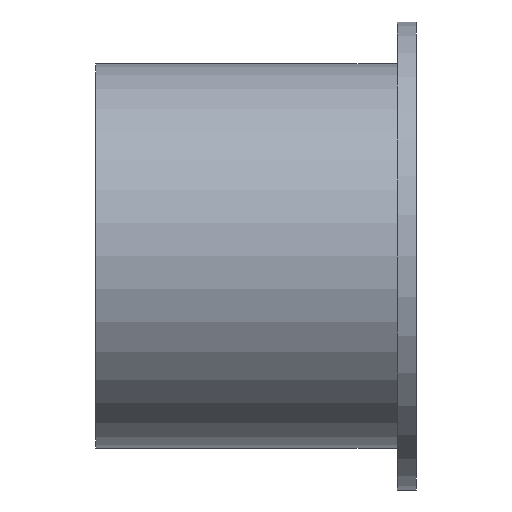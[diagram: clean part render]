
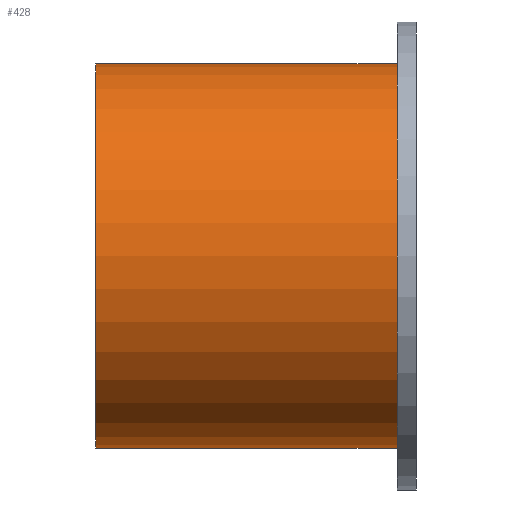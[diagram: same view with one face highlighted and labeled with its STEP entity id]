
A CAD part, left-side view. The second image highlights one B-rep face of the part: STEP entity #428.
In plain terms, the highlighted cylindrical face has radius 150 mm (diameter 300 mm), a partial arc.
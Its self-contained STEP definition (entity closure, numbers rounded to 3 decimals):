
#19 = EDGE_CURVE ( 'NONE', #871, #314, #561, .T. ) ;
#32 = CARTESIAN_POINT ( 'NONE',  ( 0., 250., 0. ) ) ;
#37 = DIRECTION ( 'NONE',  ( 0., -1., 0. ) ) ;
#46 = DIRECTION ( 'NONE',  ( 0., -1., 0. ) ) ;
#48 = CARTESIAN_POINT ( 'NONE',  ( 0., 250., 150. ) ) ;
#92 = VERTEX_POINT ( 'NONE', #818 ) ;
#96 = CARTESIAN_POINT ( 'NONE',  ( 0., 15., -150. ) ) ;
#97 = ORIENTED_EDGE ( 'NONE', *, *, #19, .T. ) ;
#102 = DIRECTION ( 'NONE',  ( 0., 0., -1. ) ) ;
#132 = DIRECTION ( 'NONE',  ( 0., -1., 0. ) ) ;
#153 = CIRCLE ( 'NONE', #416, 150. ) ;
#191 = LINE ( 'NONE', #464, #566 ) ;
#197 = ORIENTED_EDGE ( 'NONE', *, *, #433, .T. ) ;
#246 = DIRECTION ( 'NONE',  ( 0., 0., -1. ) ) ;
#259 = DIRECTION ( 'NONE',  ( 0., 0., -1. ) ) ;
#314 = VERTEX_POINT ( 'NONE', #96 ) ;
#342 = AXIS2_PLACEMENT_3D ( 'NONE', #32, #46, #246 ) ;
#364 = VECTOR ( 'NONE', #132, 1000. ) ;
#411 = CARTESIAN_POINT ( 'NONE',  ( 0., 0., -150. ) ) ;
#416 = AXIS2_PLACEMENT_3D ( 'NONE', #663, #595, #259 ) ;
#428 = ADVANCED_FACE ( 'NONE', ( #454 ), #780, .T. ) ;
#433 = EDGE_CURVE ( 'NONE', #584, #871, #575, .T. ) ;
#447 = ORIENTED_EDGE ( 'NONE', *, *, #460, .F. ) ;
#454 = FACE_OUTER_BOUND ( 'NONE', #798, .T. ) ;
#459 = CARTESIAN_POINT ( 'NONE',  ( 0., 250., -150. ) ) ;
#460 = EDGE_CURVE ( 'NONE', #584, #92, #191, .T. ) ;
#464 = CARTESIAN_POINT ( 'NONE',  ( 0., 0., 150. ) ) ;
#522 = DIRECTION ( 'NONE',  ( 0., -1., 0. ) ) ;
#526 = CARTESIAN_POINT ( 'NONE',  ( 0., 0., 0. ) ) ;
#555 = EDGE_CURVE ( 'NONE', #92, #314, #153, .T. ) ;
#561 = LINE ( 'NONE', #411, #364 ) ;
#566 = VECTOR ( 'NONE', #37, 1000. ) ;
#575 = CIRCLE ( 'NONE', #342, 150. ) ;
#578 = ORIENTED_EDGE ( 'NONE', *, *, #555, .F. ) ;
#584 = VERTEX_POINT ( 'NONE', #48 ) ;
#595 = DIRECTION ( 'NONE',  ( 0., -1., 0. ) ) ;
#663 = CARTESIAN_POINT ( 'NONE',  ( 0., 15., 0. ) ) ;
#780 = CYLINDRICAL_SURFACE ( 'NONE', #880, 150. ) ;
#798 = EDGE_LOOP ( 'NONE', ( #447, #197, #97, #578 ) ) ;
#818 = CARTESIAN_POINT ( 'NONE',  ( 0., 15., 150. ) ) ;
#871 = VERTEX_POINT ( 'NONE', #459 ) ;
#880 = AXIS2_PLACEMENT_3D ( 'NONE', #526, #522, #102 ) ;
